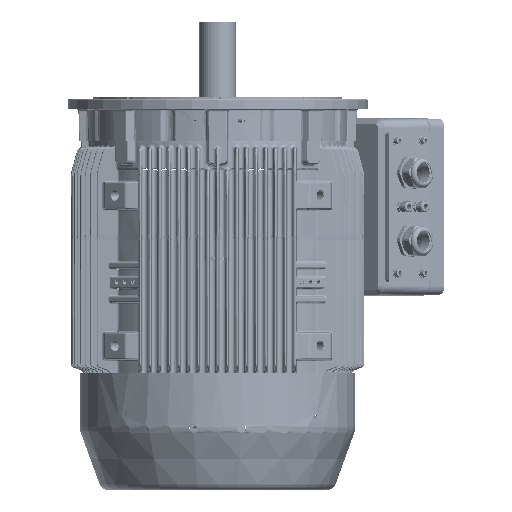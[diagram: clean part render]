
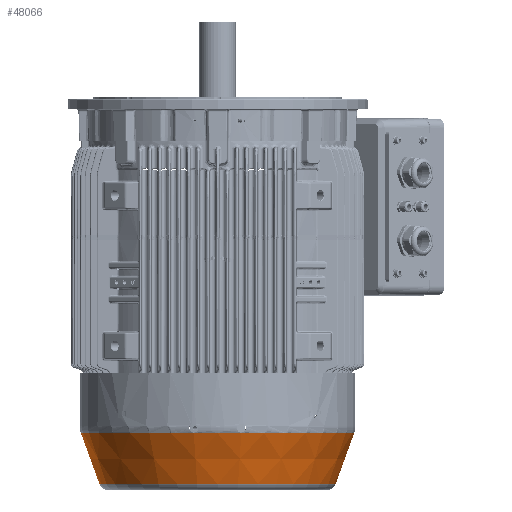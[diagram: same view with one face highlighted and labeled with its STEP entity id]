
A CAD part, front view. The second image highlights one B-rep face of the part: STEP entity #48066.
In plain terms, the highlighted conical face has half-angle 20 degrees and reference radius 259.882 mm.
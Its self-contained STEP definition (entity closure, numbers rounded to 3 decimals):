
#48066=ADVANCED_FACE('',(#129245,#129246),#54690,.T.);
#54690=CONICAL_SURFACE('',#148015,259.882,20.);
#55267=EDGE_LOOP('',(#64223));
#55268=EDGE_LOOP('',(#64224));
#64223=ORIENTED_EDGE('',*,*,#102807,.T.);
#64224=ORIENTED_EDGE('',*,*,#102805,.F.);
#102805=EDGE_CURVE('',#131940,#131940,#125955,.T.);
#102807=EDGE_CURVE('',#131942,#131942,#125957,.T.);
#125955=CIRCLE('',#148011,259.882);
#125957=CIRCLE('',#148014,300.485);
#129245=FACE_BOUND('',#55267,.T.);
#129246=FACE_BOUND('',#55268,.T.);
#131940=VERTEX_POINT('',#190562);
#131942=VERTEX_POINT('',#190567);
#148011=AXIS2_PLACEMENT_3D('',#190561,#157310,#157311);
#148014=AXIS2_PLACEMENT_3D('',#190566,#157316,#157317);
#148015=AXIS2_PLACEMENT_3D('',#190568,#157318,#157319);
#157310=DIRECTION('',(0.,0.,-1.));
#157311=DIRECTION('',(-1.,0.,0.));
#157316=DIRECTION('',(0.,0.,-1.));
#157317=DIRECTION('',(-1.,0.,0.));
#157318=DIRECTION('',(0.,0.,1.));
#157319=DIRECTION('',(1.,0.,0.));
#190561=CARTESIAN_POINT('',(0.,0.,-846.84));
#190562=CARTESIAN_POINT('',(-259.882,0.,-846.84));
#190566=CARTESIAN_POINT('',(0.,0.,-735.285));
#190567=CARTESIAN_POINT('',(-300.485,0.,-735.285));
#190568=CARTESIAN_POINT('',(0.,0.,-846.84));
